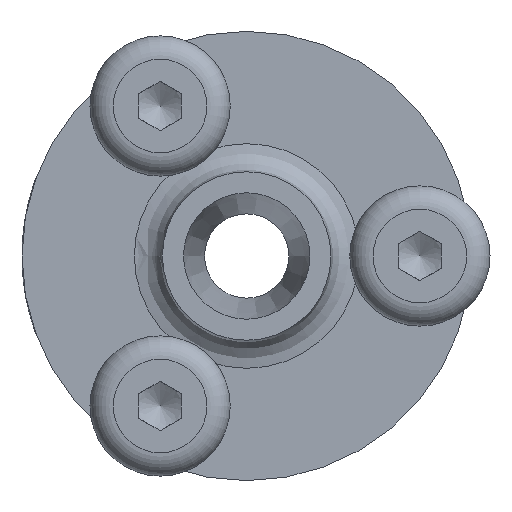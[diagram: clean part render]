
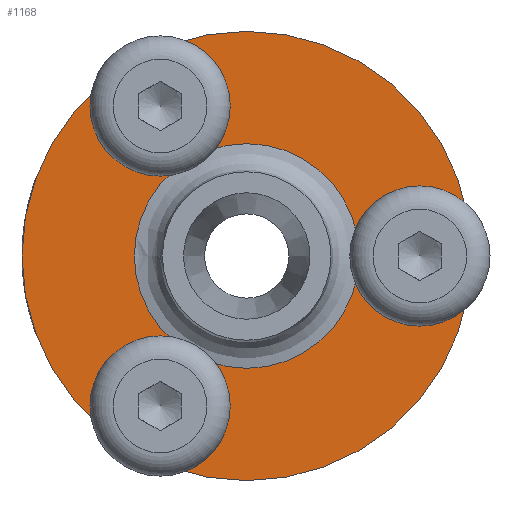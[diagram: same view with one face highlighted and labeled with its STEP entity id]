
A CAD part, left-side view. The second image highlights one B-rep face of the part: STEP entity #1168.
In plain terms, the highlighted planar face has unit normal (-1, 0, 0).
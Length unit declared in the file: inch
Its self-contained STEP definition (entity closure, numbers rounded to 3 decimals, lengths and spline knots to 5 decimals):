
#863=CARTESIAN_POINT('',(-0.21207,0.42123,-0.37284));
#864=VERTEX_POINT('',#863);
#865=CARTESIAN_POINT('',(-0.21207,0.35357,-0.33378));
#866=DIRECTION('',(1.0,0.,0.));
#867=DIRECTION('',(0.,-0.866,0.5));
#868=AXIS2_PLACEMENT_3D('',#865,#866,#867);
#869=CIRCLE('',#868,0.07813);
#870=EDGE_CURVE('',#864,#864,#869,.T.);
#912=CARTESIAN_POINT('',(-0.21207,-0.29221,-0.03906));
#913=VERTEX_POINT('',#912);
#914=CARTESIAN_POINT('',(-0.21207,-0.22455,0.));
#915=DIRECTION('',(1.,0.,0.));
#916=DIRECTION('',(0.,0.866,0.5));
#917=AXIS2_PLACEMENT_3D('',#914,#915,#916);
#918=CIRCLE('',#917,0.07813);
#919=EDGE_CURVE('',#913,#913,#918,.T.);
#961=CARTESIAN_POINT('',(-0.21207,0.35357,0.41191));
#962=VERTEX_POINT('',#961);
#963=CARTESIAN_POINT('',(-0.21207,0.35357,0.33378));
#964=DIRECTION('',(1.0,0.0,0.0));
#965=DIRECTION('',(0.0,0.0,-1.0));
#966=AXIS2_PLACEMENT_3D('',#963,#964,#965);
#967=CIRCLE('',#966,0.07813);
#968=EDGE_CURVE('',#962,#962,#967,.T.);
#1125=CARTESIAN_POINT('',(-0.21207,0.41087,0.0));
#1126=VERTEX_POINT('',#1125);
#1127=CARTESIAN_POINT('',(-0.21207,0.16087,0.0));
#1128=DIRECTION('',(1.0,0.0,0.0));
#1129=DIRECTION('',(0.0,1.0,0.0));
#1130=AXIS2_PLACEMENT_3D('',#1127,#1128,#1129);
#1131=CIRCLE('',#1130,0.25);
#1132=EDGE_CURVE('',#1126,#1126,#1131,.T.);
#1140=CARTESIAN_POINT('',(-0.21207,0.53587,0.0));
#1141=DIRECTION('',(-1.0,0.0,0.0));
#1142=DIRECTION('',(0.0,0.0,1.0));
#1143=AXIS2_PLACEMENT_3D('',#1140,#1141,#1142);
#1144=PLANE('',#1143);
#1145=CARTESIAN_POINT('',(-0.21207,0.66087,0.0));
#1146=VERTEX_POINT('',#1145);
#1147=CARTESIAN_POINT('',(-0.21207,0.16087,0.0));
#1148=DIRECTION('',(1.0,0.0,0.0));
#1149=DIRECTION('',(0.0,1.0,0.0));
#1150=AXIS2_PLACEMENT_3D('',#1147,#1148,#1149);
#1151=CIRCLE('',#1150,0.5);
#1152=EDGE_CURVE('',#1146,#1146,#1151,.T.);
#1153=ORIENTED_EDGE('',*,*,#1152,.F.);
#1154=EDGE_LOOP('',(#1153));
#1155=FACE_OUTER_BOUND('',#1154,.T.);
#1156=ORIENTED_EDGE('',*,*,#870,.T.);
#1157=EDGE_LOOP('',(#1156));
#1158=FACE_BOUND('',#1157,.T.);
#1159=ORIENTED_EDGE('',*,*,#919,.T.);
#1160=EDGE_LOOP('',(#1159));
#1161=FACE_BOUND('',#1160,.T.);
#1162=ORIENTED_EDGE('',*,*,#968,.T.);
#1163=EDGE_LOOP('',(#1162));
#1164=FACE_BOUND('',#1163,.T.);
#1165=ORIENTED_EDGE('',*,*,#1132,.T.);
#1166=EDGE_LOOP('',(#1165));
#1167=FACE_BOUND('',#1166,.T.);
#1168=ADVANCED_FACE('',(#1155,#1158,#1161,#1164,#1167),#1144,.T.);
